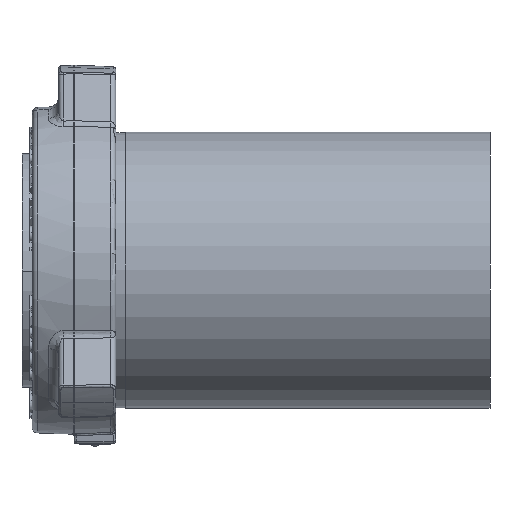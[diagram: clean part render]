
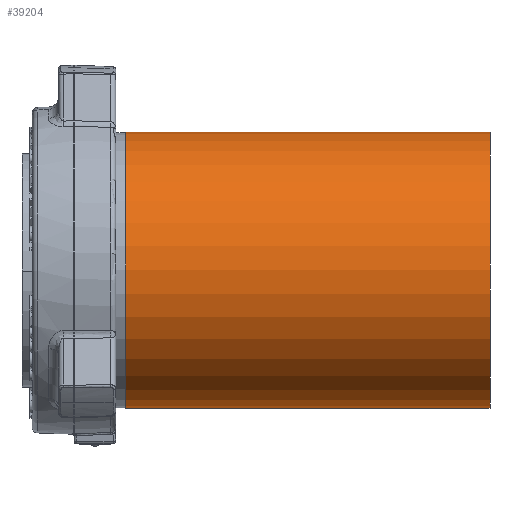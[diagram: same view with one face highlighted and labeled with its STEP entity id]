
A CAD part, left-side view. The second image highlights one B-rep face of the part: STEP entity #39204.
In plain terms, the highlighted cylindrical face has radius 84.138 mm (diameter 168.275 mm), a partial arc.
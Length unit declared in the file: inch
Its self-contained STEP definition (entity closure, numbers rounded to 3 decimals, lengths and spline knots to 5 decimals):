
#372 = VERTEX_POINT ( 'NONE', #10612 ) ;
#600 = DIRECTION ( 'NONE',  ( 0., -1., 0. ) ) ;
#2925 = AXIS2_PLACEMENT_3D ( 'NONE', #5368, #33889, #14973 ) ;
#4944 = ORIENTED_EDGE ( 'NONE', *, *, #13443, .T. ) ;
#5368 = CARTESIAN_POINT ( 'NONE',  ( 0., 0., 0. ) ) ;
#6129 = DIRECTION ( 'NONE',  ( 0., -1., 0. ) ) ;
#6228 = CIRCLE ( 'NONE', #2925, 3.3125 ) ;
#7248 = VERTEX_POINT ( 'NONE', #28688 ) ;
#7711 = ORIENTED_EDGE ( 'NONE', *, *, #41891, .T. ) ;
#8638 = LINE ( 'NONE', #20775, #30875 ) ;
#9396 = DIRECTION ( 'NONE',  ( 0., 0., -1. ) ) ;
#10612 = CARTESIAN_POINT ( 'NONE',  ( 0., 0., -3.3125 ) ) ;
#12383 = CARTESIAN_POINT ( 'NONE',  ( 0., 10.187, -3.3125 ) ) ;
#13097 = VERTEX_POINT ( 'NONE', #20016 ) ;
#13107 = AXIS2_PLACEMENT_3D ( 'NONE', #35086, #6129, #9396 ) ;
#13433 = CARTESIAN_POINT ( 'NONE',  ( 0., 8.75, 3.3125 ) ) ;
#13443 = EDGE_CURVE ( 'NONE', #39608, #13097, #21457, .T. ) ;
#13635 = DIRECTION ( 'NONE',  ( 0., 0., -1. ) ) ;
#14178 = ORIENTED_EDGE ( 'NONE', *, *, #14774, .T. ) ;
#14774 = EDGE_CURVE ( 'NONE', #372, #7248, #6228, .T. ) ;
#14973 = DIRECTION ( 'NONE',  ( 0., 0., 1. ) ) ;
#16499 = DIRECTION ( 'NONE',  ( 0., -1., 0. ) ) ;
#16907 = CYLINDRICAL_SURFACE ( 'NONE', #24231, 3.3125 ) ;
#20016 = CARTESIAN_POINT ( 'NONE',  ( 0., 8.75, -3.3125 ) ) ;
#20195 = VECTOR ( 'NONE', #16499, 39.37008 ) ;
#20775 = CARTESIAN_POINT ( 'NONE',  ( 0., 10.187, 3.3125 ) ) ;
#21457 = CIRCLE ( 'NONE', #13107, 3.3125 ) ;
#24231 = AXIS2_PLACEMENT_3D ( 'NONE', #38945, #600, #13635 ) ;
#26870 = EDGE_CURVE ( 'NONE', #39608, #7248, #8638, .T. ) ;
#27166 = DIRECTION ( 'NONE',  ( 0., -1., 0. ) ) ;
#27275 = LINE ( 'NONE', #12383, #20195 ) ;
#28018 = FACE_OUTER_BOUND ( 'NONE', #35260, .T. ) ;
#28688 = CARTESIAN_POINT ( 'NONE',  ( 0., 0., 3.3125 ) ) ;
#30875 = VECTOR ( 'NONE', #27166, 39.37008 ) ;
#33553 = ORIENTED_EDGE ( 'NONE', *, *, #26870, .F. ) ;
#33889 = DIRECTION ( 'NONE',  ( 0., 1., 0. ) ) ;
#35086 = CARTESIAN_POINT ( 'NONE',  ( 0., 8.75, 0. ) ) ;
#35260 = EDGE_LOOP ( 'NONE', ( #33553, #4944, #7711, #14178 ) ) ;
#38945 = CARTESIAN_POINT ( 'NONE',  ( 0., 10.187, 0. ) ) ;
#39204 = ADVANCED_FACE ( 'NONE', ( #28018 ), #16907, .T. ) ;
#39608 = VERTEX_POINT ( 'NONE', #13433 ) ;
#41891 = EDGE_CURVE ( 'NONE', #13097, #372, #27275, .T. ) ;
